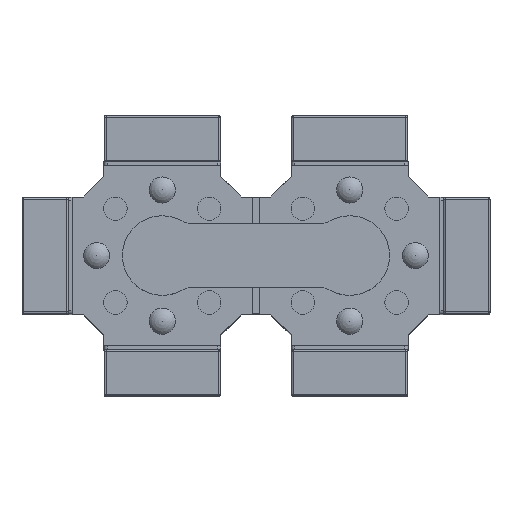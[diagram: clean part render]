
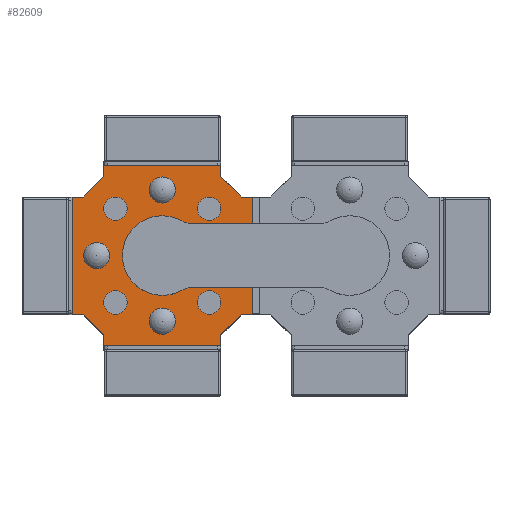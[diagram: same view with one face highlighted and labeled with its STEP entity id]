
A CAD part, top view. The second image highlights one B-rep face of the part: STEP entity #82609.
In plain terms, the highlighted planar face has unit normal (0, 0, 1).
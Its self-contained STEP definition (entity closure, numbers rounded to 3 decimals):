
#1257=CARTESIAN_POINT('',(50.,40.,200.0));
#1258=VERTEX_POINT('',#1257);
#1259=CARTESIAN_POINT('',(40.,40.,200.0));
#1260=DIRECTION('',(0.0,0.0,-1.0));
#1261=DIRECTION('',(-1.0,0.0,0.0));
#1262=AXIS2_PLACEMENT_3D('',#1259,#1260,#1261);
#1263=CIRCLE('',#1262,10.0);
#1264=EDGE_CURVE('',#1258,#1258,#1263,.T.);
#1294=CARTESIAN_POINT('',(50.0,-40.,200.0));
#1295=VERTEX_POINT('',#1294);
#1296=CARTESIAN_POINT('',(40.,-40.,200.0));
#1297=DIRECTION('',(0.0,0.0,-1.0));
#1298=DIRECTION('',(-1.0,0.0,0.0));
#1299=AXIS2_PLACEMENT_3D('',#1296,#1297,#1298);
#1300=CIRCLE('',#1299,10.0);
#1301=EDGE_CURVE('',#1295,#1295,#1300,.T.);
#1331=CARTESIAN_POINT('',(-30.0,-40.,200.0));
#1332=VERTEX_POINT('',#1331);
#1333=CARTESIAN_POINT('',(-40.0,-40.,200.0));
#1334=DIRECTION('',(0.0,0.0,-1.0));
#1335=DIRECTION('',(-1.0,0.0,0.0));
#1336=AXIS2_PLACEMENT_3D('',#1333,#1334,#1335);
#1337=CIRCLE('',#1336,10.0);
#1338=EDGE_CURVE('',#1332,#1332,#1337,.T.);
#1368=CARTESIAN_POINT('',(-30.0,40.0,200.0));
#1369=VERTEX_POINT('',#1368);
#1370=CARTESIAN_POINT('',(-40.0,40.0,200.0));
#1371=DIRECTION('',(0.0,0.0,-1.0));
#1372=DIRECTION('',(-1.0,0.0,0.0));
#1373=AXIS2_PLACEMENT_3D('',#1370,#1371,#1372);
#1374=CIRCLE('',#1373,10.0);
#1375=EDGE_CURVE('',#1369,#1369,#1374,.T.);
#1394=CARTESIAN_POINT('',(77.0,-27.,200.0));
#1395=VERTEX_POINT('',#1394);
#1396=CARTESIAN_POINT('',(26.589,-27.0,200.0));
#1397=VERTEX_POINT('',#1396);
#1398=CARTESIAN_POINT('',(77.0,-27.,200.0));
#1399=DIRECTION('',(-1.0,0.0,0.0));
#1400=VECTOR('',#1399,50.411);
#1401=LINE('',#1398,#1400);
#1402=EDGE_CURVE('',#1395,#1397,#1401,.T.);
#1450=CARTESIAN_POINT('',(16.742,-29.593,200.0));
#1451=VERTEX_POINT('',#1450);
#1452=CARTESIAN_POINT('',(26.589,-47.0,200.0));
#1453=DIRECTION('',(0.0,0.0,1.0));
#1454=DIRECTION('',(0.0,-1.0,0.0));
#1455=AXIS2_PLACEMENT_3D('',#1452,#1453,#1454);
#1456=CIRCLE('',#1455,20.0);
#1457=EDGE_CURVE('',#1397,#1451,#1456,.T.);
#1483=CARTESIAN_POINT('',(16.742,29.593,200.0));
#1484=VERTEX_POINT('',#1483);
#1485=CARTESIAN_POINT('',(0.0,0.0,200.0));
#1486=DIRECTION('',(0.0,0.0,-1.0));
#1487=DIRECTION('',(0.492,0.87,0.0));
#1488=AXIS2_PLACEMENT_3D('',#1485,#1486,#1487);
#1489=CIRCLE('',#1488,34.0);
#1490=EDGE_CURVE('',#1451,#1484,#1489,.T.);
#1516=CARTESIAN_POINT('',(26.589,27.0,200.0));
#1517=VERTEX_POINT('',#1516);
#1518=CARTESIAN_POINT('',(26.589,47.0,200.0));
#1519=DIRECTION('',(0.0,0.0,1.0));
#1520=DIRECTION('',(0.492,0.87,0.0));
#1521=AXIS2_PLACEMENT_3D('',#1518,#1519,#1520);
#1522=CIRCLE('',#1521,20.);
#1523=EDGE_CURVE('',#1484,#1517,#1522,.T.);
#1559=CARTESIAN_POINT('',(77.0,27.0,200.0));
#1560=VERTEX_POINT('',#1559);
#1567=CARTESIAN_POINT('',(26.589,27.0,200.0));
#1568=DIRECTION('',(1.0,0.0,0.0));
#1569=VECTOR('',#1568,50.411);
#1570=LINE('',#1567,#1569);
#1571=EDGE_CURVE('',#1517,#1560,#1570,.T.);
#1775=CARTESIAN_POINT('',(0.,67.124,200.0));
#1776=VERTEX_POINT('',#1775);
#1777=CARTESIAN_POINT('',(0.,56.0,200.0));
#1778=DIRECTION('',(0.0,0.0,-1.0));
#1779=DIRECTION('',(0.0,1.0,0.0));
#1780=AXIS2_PLACEMENT_3D('',#1777,#1778,#1779);
#1781=CIRCLE('',#1780,11.124);
#1782=EDGE_CURVE('',#1776,#1776,#1781,.T.);
#1792=CARTESIAN_POINT('',(-67.124,0.0,200.));
#1793=VERTEX_POINT('',#1792);
#1794=CARTESIAN_POINT('',(-56.0,0.0,200.0));
#1795=DIRECTION('',(0.0,0.0,-1.0));
#1796=DIRECTION('',(0.0,1.0,0.0));
#1797=AXIS2_PLACEMENT_3D('',#1794,#1795,#1796);
#1798=CIRCLE('',#1797,11.124);
#1799=EDGE_CURVE('',#1793,#1793,#1798,.T.);
#1809=CARTESIAN_POINT('',(0.0,-67.124,200.0));
#1810=VERTEX_POINT('',#1809);
#1811=CARTESIAN_POINT('',(0.0,-56.0,200.0));
#1812=DIRECTION('',(0.0,0.0,-1.0));
#1813=DIRECTION('',(0.0,1.0,0.0));
#1814=AXIS2_PLACEMENT_3D('',#1811,#1812,#1813);
#1815=CIRCLE('',#1814,11.124);
#1816=EDGE_CURVE('',#1810,#1810,#1815,.T.);
#8256=CARTESIAN_POINT('',(-67.38,-50.0,200.0));
#8257=VERTEX_POINT('',#8256);
#8258=CARTESIAN_POINT('',(-77.0,-50.,200.0));
#8259=VERTEX_POINT('',#8258);
#8260=CARTESIAN_POINT('',(-67.38,-50.0,200.0));
#8261=DIRECTION('',(-1.0,0.0,0.0));
#8262=VECTOR('',#8261,9.62);
#8263=LINE('',#8260,#8262);
#8264=EDGE_CURVE('',#8257,#8259,#8263,.T.);
#41192=CARTESIAN_POINT('',(50.,77.0,200.0));
#41193=VERTEX_POINT('',#41192);
#41194=CARTESIAN_POINT('',(50.,67.38,200.0));
#41195=VERTEX_POINT('',#41194);
#41196=CARTESIAN_POINT('',(50.,77.0,200.0));
#41197=DIRECTION('',(0.0,-1.0,0.0));
#41198=VECTOR('',#41197,9.62);
#41199=LINE('',#41196,#41198);
#41200=EDGE_CURVE('',#41193,#41195,#41199,.T.);
#41332=CARTESIAN_POINT('',(67.38,50.,200.0));
#41333=VERTEX_POINT('',#41332);
#41334=CARTESIAN_POINT('',(77.0,50.,200.0));
#41335=VERTEX_POINT('',#41334);
#41336=CARTESIAN_POINT('',(67.38,50.,200.0));
#41337=DIRECTION('',(1.0,0.0,0.0));
#41338=VECTOR('',#41337,9.62);
#41339=LINE('',#41336,#41338);
#41340=EDGE_CURVE('',#41333,#41335,#41339,.T.);
#41468=CARTESIAN_POINT('',(-77.0,50.,200.0));
#41469=VERTEX_POINT('',#41468);
#41470=CARTESIAN_POINT('',(-67.38,50.0,200.0));
#41471=VERTEX_POINT('',#41470);
#41472=CARTESIAN_POINT('',(-77.0,50.,200.0));
#41473=DIRECTION('',(1.0,0.0,0.0));
#41474=VECTOR('',#41473,9.62);
#41475=LINE('',#41472,#41474);
#41476=EDGE_CURVE('',#41469,#41471,#41475,.T.);
#41602=CARTESIAN_POINT('',(-50.0,67.38,200.0));
#41603=VERTEX_POINT('',#41602);
#41604=CARTESIAN_POINT('',(-50.0,77.0,200.0));
#41605=VERTEX_POINT('',#41604);
#41606=CARTESIAN_POINT('',(-50.0,67.38,200.0));
#41607=DIRECTION('',(0.0,1.0,0.0));
#41608=VECTOR('',#41607,9.62);
#41609=LINE('',#41606,#41608);
#41610=EDGE_CURVE('',#41603,#41605,#41609,.T.);
#41742=CARTESIAN_POINT('',(-50.,-77.0,200.0));
#41743=VERTEX_POINT('',#41742);
#41744=CARTESIAN_POINT('',(-50.0,-67.38,200.0));
#41745=VERTEX_POINT('',#41744);
#41746=CARTESIAN_POINT('',(-50.,-77.0,200.0));
#41747=DIRECTION('',(0.0,1.0,0.0));
#41748=VECTOR('',#41747,9.62);
#41749=LINE('',#41746,#41748);
#41750=EDGE_CURVE('',#41743,#41745,#41749,.T.);
#44044=CARTESIAN_POINT('',(77.0,-50.,200.0));
#44045=VERTEX_POINT('',#44044);
#44046=CARTESIAN_POINT('',(67.38,-50.,200.0));
#44047=VERTEX_POINT('',#44046);
#44048=CARTESIAN_POINT('',(77.0,-50.,200.0));
#44049=DIRECTION('',(-1.0,0.0,0.0));
#44050=VECTOR('',#44049,9.62);
#44051=LINE('',#44048,#44050);
#44052=EDGE_CURVE('',#44045,#44047,#44051,.T.);
#46300=CARTESIAN_POINT('',(50.,-67.38,200.0));
#46301=VERTEX_POINT('',#46300);
#46302=CARTESIAN_POINT('',(50.,-77.0,200.0));
#46303=VERTEX_POINT('',#46302);
#46304=CARTESIAN_POINT('',(50.,-67.38,200.0));
#46305=DIRECTION('',(0.0,-1.0,0.0));
#46306=VECTOR('',#46305,9.62);
#46307=LINE('',#46304,#46306);
#46308=EDGE_CURVE('',#46301,#46303,#46307,.T.);
#82190=CARTESIAN_POINT('',(-67.38,50.0,200.0));
#82191=DIRECTION('',(0.707,0.707,0.0));
#82192=VECTOR('',#82191,24.579);
#82193=LINE('',#82190,#82192);
#82194=EDGE_CURVE('',#41471,#41603,#82193,.T.);
#82228=CARTESIAN_POINT('',(-50.0,77.0,200.0));
#82229=DIRECTION('',(1.0,0.0,0.0));
#82230=VECTOR('',#82229,100.);
#82231=LINE('',#82228,#82230);
#82232=EDGE_CURVE('',#41605,#41193,#82231,.T.);
#82290=CARTESIAN_POINT('',(50.,67.38,200.0));
#82291=DIRECTION('',(0.707,-0.707,0.0));
#82292=VECTOR('',#82291,24.579);
#82293=LINE('',#82290,#82292);
#82294=EDGE_CURVE('',#41195,#41333,#82293,.T.);
#82328=CARTESIAN_POINT('',(77.0,50.,200.0));
#82329=DIRECTION('',(0.0,-1.0,0.0));
#82330=VECTOR('',#82329,23.);
#82331=LINE('',#82328,#82330);
#82332=EDGE_CURVE('',#41335,#1560,#82331,.T.);
#82335=CARTESIAN_POINT('',(77.0,-27.,200.0));
#82336=DIRECTION('',(0.0,-1.0,0.0));
#82337=VECTOR('',#82336,23.);
#82338=LINE('',#82335,#82337);
#82339=EDGE_CURVE('',#1395,#44045,#82338,.T.);
#82379=CARTESIAN_POINT('',(67.38,-50.,200.0));
#82380=DIRECTION('',(-0.707,-0.707,0.0));
#82381=VECTOR('',#82380,24.579);
#82382=LINE('',#82379,#82381);
#82383=EDGE_CURVE('',#44047,#46301,#82382,.T.);
#82417=CARTESIAN_POINT('',(50.,-77.0,200.0));
#82418=DIRECTION('',(-1.0,0.0,0.0));
#82419=VECTOR('',#82418,100.0);
#82420=LINE('',#82417,#82419);
#82421=EDGE_CURVE('',#46303,#41743,#82420,.T.);
#82479=CARTESIAN_POINT('',(-50.0,-67.38,200.0));
#82480=DIRECTION('',(-0.707,0.707,0.0));
#82481=VECTOR('',#82480,24.579);
#82482=LINE('',#82479,#82481);
#82483=EDGE_CURVE('',#41745,#8257,#82482,.T.);
#82517=CARTESIAN_POINT('',(-77.0,-50.,200.0));
#82518=DIRECTION('',(0.0,1.0,0.0));
#82519=VECTOR('',#82518,100.);
#82520=LINE('',#82517,#82519);
#82521=EDGE_CURVE('',#8259,#41469,#82520,.T.);
#82559=CARTESIAN_POINT('',(0.,0.,200.0));
#82560=DIRECTION('',(0.0,0.0,1.0));
#82561=DIRECTION('',(1.0,0.0,0.0));
#82562=AXIS2_PLACEMENT_3D('',#82559,#82560,#82561);
#82563=PLANE('',#82562);
#82564=ORIENTED_EDGE('',*,*,#1571,.T.);
#82565=ORIENTED_EDGE('',*,*,#82332,.F.);
#82566=ORIENTED_EDGE('',*,*,#41340,.F.);
#82567=ORIENTED_EDGE('',*,*,#82294,.F.);
#82568=ORIENTED_EDGE('',*,*,#41200,.F.);
#82569=ORIENTED_EDGE('',*,*,#82232,.F.);
#82570=ORIENTED_EDGE('',*,*,#41610,.F.);
#82571=ORIENTED_EDGE('',*,*,#82194,.F.);
#82572=ORIENTED_EDGE('',*,*,#41476,.F.);
#82573=ORIENTED_EDGE('',*,*,#82521,.F.);
#82574=ORIENTED_EDGE('',*,*,#8264,.F.);
#82575=ORIENTED_EDGE('',*,*,#82483,.F.);
#82576=ORIENTED_EDGE('',*,*,#41750,.F.);
#82577=ORIENTED_EDGE('',*,*,#82421,.F.);
#82578=ORIENTED_EDGE('',*,*,#46308,.F.);
#82579=ORIENTED_EDGE('',*,*,#82383,.F.);
#82580=ORIENTED_EDGE('',*,*,#44052,.F.);
#82581=ORIENTED_EDGE('',*,*,#82339,.F.);
#82582=ORIENTED_EDGE('',*,*,#1402,.T.);
#82583=ORIENTED_EDGE('',*,*,#1457,.T.);
#82584=ORIENTED_EDGE('',*,*,#1490,.T.);
#82585=ORIENTED_EDGE('',*,*,#1523,.T.);
#82586=EDGE_LOOP('',(#82564,#82565,#82566,#82567,#82568,#82569,#82570,#82571,#82572,#82573,#82574,#82575,#82576,#82577,#82578,#82579,#82580,#82581,#82582,#82583,#82584,#82585));
#82587=FACE_OUTER_BOUND('',#82586,.T.);
#82588=ORIENTED_EDGE('',*,*,#1264,.T.);
#82589=EDGE_LOOP('',(#82588));
#82590=FACE_BOUND('',#82589,.T.);
#82591=ORIENTED_EDGE('',*,*,#1301,.T.);
#82592=EDGE_LOOP('',(#82591));
#82593=FACE_BOUND('',#82592,.T.);
#82594=ORIENTED_EDGE('',*,*,#1338,.T.);
#82595=EDGE_LOOP('',(#82594));
#82596=FACE_BOUND('',#82595,.T.);
#82597=ORIENTED_EDGE('',*,*,#1375,.T.);
#82598=EDGE_LOOP('',(#82597));
#82599=FACE_BOUND('',#82598,.T.);
#82600=ORIENTED_EDGE('',*,*,#1782,.T.);
#82601=EDGE_LOOP('',(#82600));
#82602=FACE_BOUND('',#82601,.T.);
#82603=ORIENTED_EDGE('',*,*,#1799,.T.);
#82604=EDGE_LOOP('',(#82603));
#82605=FACE_BOUND('',#82604,.T.);
#82606=ORIENTED_EDGE('',*,*,#1816,.T.);
#82607=EDGE_LOOP('',(#82606));
#82608=FACE_BOUND('',#82607,.T.);
#82609=ADVANCED_FACE('',(#82587,#82590,#82593,#82596,#82599,#82602,#82605,#82608),#82563,.T.);
